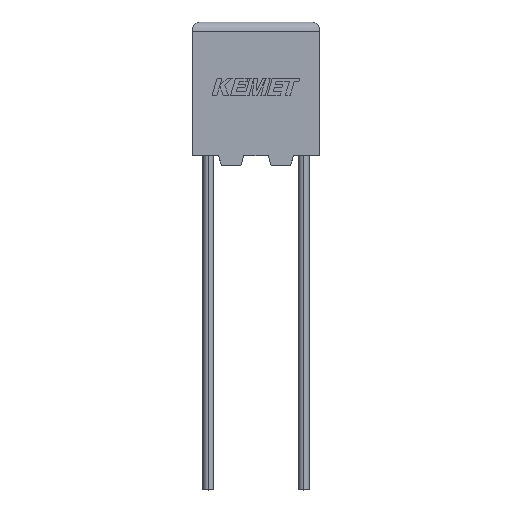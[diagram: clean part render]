
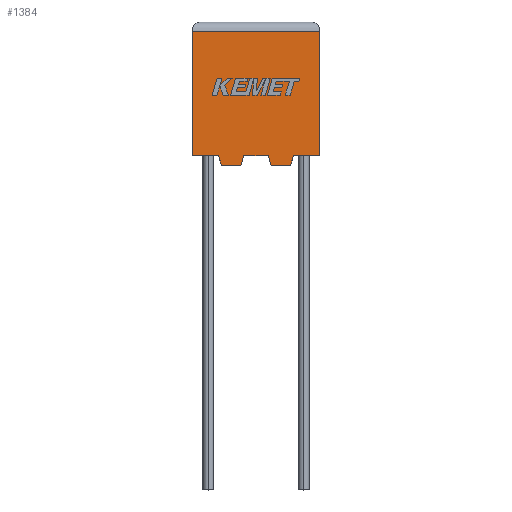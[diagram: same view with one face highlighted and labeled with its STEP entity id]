
A CAD part, top view. The second image highlights one B-rep face of the part: STEP entity #1384.
In plain terms, the highlighted planar face has unit normal (0, 0, 1).
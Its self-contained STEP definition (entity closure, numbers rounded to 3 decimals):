
#15 = DIRECTION ( 'NONE',  ( -1., 0., 0. ) ) ;
#50 = VECTOR ( 'NONE', #15, 1000. ) ;
#94 = VECTOR ( 'NONE', #1101, 1000. ) ;
#196 = VECTOR ( 'NONE', #435, 1000. ) ;
#227 = CARTESIAN_POINT ( 'NONE',  ( 5.164, -0.5, 3. ) ) ;
#330 = CARTESIAN_POINT ( 'NONE',  ( 1.536, -0.5, 3. ) ) ;
#335 = DIRECTION ( 'NONE',  ( 1., 0., 0. ) ) ;
#358 = LINE ( 'NONE', #3124, #1772 ) ;
#378 = CARTESIAN_POINT ( 'NONE',  ( 4.139, -0.5, 3. ) ) ;
#435 = DIRECTION ( 'NONE',  ( 0., 1., 0. ) ) ;
#445 = EDGE_CURVE ( 'NONE', #2285, #757, #2397, .T. ) ;
#476 = CARTESIAN_POINT ( 'NONE',  ( 6.7, 0., 3. ) ) ;
#513 = VECTOR ( 'NONE', #1535, 1000. ) ;
#557 = LINE ( 'NONE', #2584, #1371 ) ;
#585 = LINE ( 'NONE', #1129, #1665 ) ;
#603 = EDGE_CURVE ( 'NONE', #1964, #3193, #585, .T. ) ;
#630 = LINE ( 'NONE', #378, #2496 ) ;
#646 = EDGE_CURVE ( 'NONE', #3206, #1315, #1485, .T. ) ;
#682 = CARTESIAN_POINT ( 'NONE',  ( 6.7, 0., 3. ) ) ;
#736 = CARTESIAN_POINT ( 'NONE',  ( 0., 0., 3. ) ) ;
#757 = VERTEX_POINT ( 'NONE', #2160 ) ;
#813 = PLANE ( 'NONE',  #2545 ) ;
#840 = LINE ( 'NONE', #330, #2332 ) ;
#864 = ORIENTED_EDGE ( 'NONE', *, *, #2209, .F. ) ;
#875 = DIRECTION ( 'NONE',  ( 1., 0., 0. ) ) ;
#896 = DIRECTION ( 'NONE',  ( 1., 0., 0. ) ) ;
#919 = CARTESIAN_POINT ( 'NONE',  ( 0., 0., 3. ) ) ;
#957 = EDGE_CURVE ( 'NONE', #1592, #1964, #358, .T. ) ;
#972 = CARTESIAN_POINT ( 'NONE',  ( 2.561, -0.5, 3. ) ) ;
#1101 = DIRECTION ( 'NONE',  ( 0.287, 0.958, 0. ) ) ;
#1112 = CARTESIAN_POINT ( 'NONE',  ( 3.989, 0., 3. ) ) ;
#1129 = CARTESIAN_POINT ( 'NONE',  ( 0., 0., 3. ) ) ;
#1155 = CARTESIAN_POINT ( 'NONE',  ( 2.711, 0., 3. ) ) ;
#1165 = CARTESIAN_POINT ( 'NONE',  ( 6.7, 6.5, 3. ) ) ;
#1168 = LINE ( 'NONE', #682, #196 ) ;
#1194 = ORIENTED_EDGE ( 'NONE', *, *, #957, .T. ) ;
#1232 = ORIENTED_EDGE ( 'NONE', *, *, #2469, .T. ) ;
#1315 = VERTEX_POINT ( 'NONE', #1112 ) ;
#1361 = ORIENTED_EDGE ( 'NONE', *, *, #2519, .T. ) ;
#1371 = VECTOR ( 'NONE', #2854, 1000. ) ;
#1384 = ADVANCED_FACE ( 'NONE', ( #2300 ), #813, .F. ) ;
#1403 = VERTEX_POINT ( 'NONE', #476 ) ;
#1468 = DIRECTION ( 'NONE',  ( 0., 0., -1. ) ) ;
#1485 = LINE ( 'NONE', #2686, #2231 ) ;
#1535 = DIRECTION ( 'NONE',  ( -0.287, -0.958, 0. ) ) ;
#1592 = VERTEX_POINT ( 'NONE', #1614 ) ;
#1600 = VERTEX_POINT ( 'NONE', #2076 ) ;
#1614 = CARTESIAN_POINT ( 'NONE',  ( 0., 6.5, 3. ) ) ;
#1665 = VECTOR ( 'NONE', #896, 1000. ) ;
#1710 = VERTEX_POINT ( 'NONE', #972 ) ;
#1772 = VECTOR ( 'NONE', #2565, 1000. ) ;
#1850 = CARTESIAN_POINT ( 'NONE',  ( 2.561, -0.5, 3. ) ) ;
#1866 = EDGE_CURVE ( 'NONE', #1600, #1710, #840, .T. ) ;
#1927 = DIRECTION ( 'NONE',  ( 1., 0., 0. ) ) ;
#1964 = VERTEX_POINT ( 'NONE', #919 ) ;
#2002 = LINE ( 'NONE', #2544, #513 ) ;
#2042 = ORIENTED_EDGE ( 'NONE', *, *, #2147, .F. ) ;
#2059 = ORIENTED_EDGE ( 'NONE', *, *, #603, .T. ) ;
#2076 = CARTESIAN_POINT ( 'NONE',  ( 1.536, -0.5, 3. ) ) ;
#2081 = EDGE_CURVE ( 'NONE', #1403, #3196, #1168, .T. ) ;
#2082 = ORIENTED_EDGE ( 'NONE', *, *, #2242, .T. ) ;
#2090 = CARTESIAN_POINT ( 'NONE',  ( 5.314, 0., 3. ) ) ;
#2101 = ORIENTED_EDGE ( 'NONE', *, *, #646, .T. ) ;
#2106 = CARTESIAN_POINT ( 'NONE',  ( 1.386, 0., 3. ) ) ;
#2147 = EDGE_CURVE ( 'NONE', #3035, #2285, #2002, .T. ) ;
#2160 = CARTESIAN_POINT ( 'NONE',  ( 4.139, -0.5, 3. ) ) ;
#2167 = EDGE_LOOP ( 'NONE', ( #2395, #2710, #1194, #2059, #1232, #2804, #2082, #2101, #864, #3040, #2042, #1361 ) ) ;
#2209 = EDGE_CURVE ( 'NONE', #757, #1315, #630, .T. ) ;
#2231 = VECTOR ( 'NONE', #1927, 1000. ) ;
#2235 = VECTOR ( 'NONE', #335, 1000. ) ;
#2242 = EDGE_CURVE ( 'NONE', #1710, #3206, #2607, .T. ) ;
#2285 = VERTEX_POINT ( 'NONE', #2369 ) ;
#2300 = FACE_OUTER_BOUND ( 'NONE', #2167, .T. ) ;
#2332 = VECTOR ( 'NONE', #875, 1000. ) ;
#2336 = CARTESIAN_POINT ( 'NONE',  ( 0., 0., 3. ) ) ;
#2369 = CARTESIAN_POINT ( 'NONE',  ( 5.164, -0.5, 3. ) ) ;
#2395 = ORIENTED_EDGE ( 'NONE', *, *, #2081, .T. ) ;
#2397 = LINE ( 'NONE', #227, #2597 ) ;
#2469 = EDGE_CURVE ( 'NONE', #3193, #1600, #557, .T. ) ;
#2496 = VECTOR ( 'NONE', #3120, 1000. ) ;
#2519 = EDGE_CURVE ( 'NONE', #3035, #1403, #2569, .T. ) ;
#2544 = CARTESIAN_POINT ( 'NONE',  ( 5.314, 0., 3. ) ) ;
#2545 = AXIS2_PLACEMENT_3D ( 'NONE', #736, #1468, #3229 ) ;
#2565 = DIRECTION ( 'NONE',  ( 0., -1., 0. ) ) ;
#2569 = LINE ( 'NONE', #2336, #2235 ) ;
#2584 = CARTESIAN_POINT ( 'NONE',  ( 1.386, 0., 3. ) ) ;
#2597 = VECTOR ( 'NONE', #2947, 1000. ) ;
#2607 = LINE ( 'NONE', #1850, #94 ) ;
#2686 = CARTESIAN_POINT ( 'NONE',  ( 0., 0., 3. ) ) ;
#2710 = ORIENTED_EDGE ( 'NONE', *, *, #3036, .T. ) ;
#2804 = ORIENTED_EDGE ( 'NONE', *, *, #1866, .T. ) ;
#2854 = DIRECTION ( 'NONE',  ( 0.287, -0.958, 0. ) ) ;
#2947 = DIRECTION ( 'NONE',  ( -1., 0., 0. ) ) ;
#3035 = VERTEX_POINT ( 'NONE', #2090 ) ;
#3036 = EDGE_CURVE ( 'NONE', #3196, #1592, #3041, .T. ) ;
#3040 = ORIENTED_EDGE ( 'NONE', *, *, #445, .F. ) ;
#3041 = LINE ( 'NONE', #3092, #50 ) ;
#3092 = CARTESIAN_POINT ( 'NONE',  ( 0., 6.5, 3. ) ) ;
#3120 = DIRECTION ( 'NONE',  ( -0.287, 0.958, 0. ) ) ;
#3124 = CARTESIAN_POINT ( 'NONE',  ( 0., 0., 3. ) ) ;
#3193 = VERTEX_POINT ( 'NONE', #2106 ) ;
#3196 = VERTEX_POINT ( 'NONE', #1165 ) ;
#3206 = VERTEX_POINT ( 'NONE', #1155 ) ;
#3229 = DIRECTION ( 'NONE',  ( -1., 0., 0. ) ) ;
